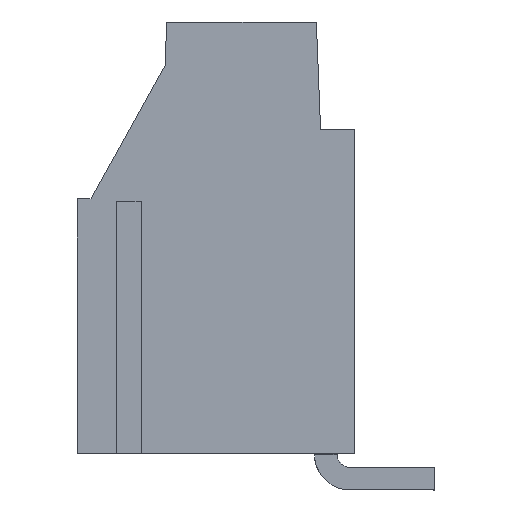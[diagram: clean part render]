
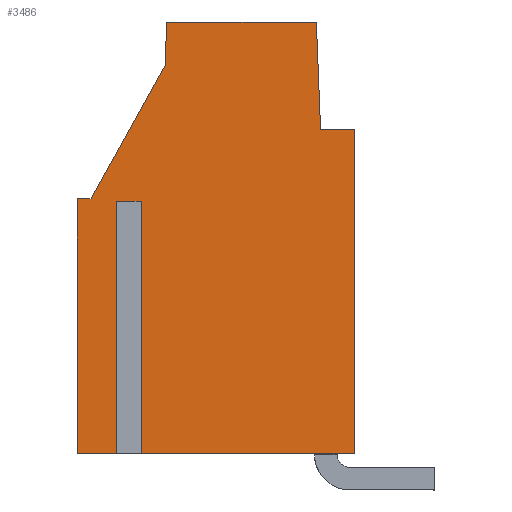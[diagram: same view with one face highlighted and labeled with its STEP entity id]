
A CAD part, left-side view. The second image highlights one B-rep face of the part: STEP entity #3486.
In plain terms, the highlighted planar face has unit normal (-1, 0, 0).
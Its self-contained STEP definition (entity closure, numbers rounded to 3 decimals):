
#3401=AXIS2_PLACEMENT_3D('Plane Axis2P3D',#3398,#3399,#3400) ;
#2966=CARTESIAN_POINT('Vertex',(0.65,3.2,14.3)) ;
#2969=CARTESIAN_POINT('Line Origine',(0.65,3.2,7.875)) ;
#2973=CARTESIAN_POINT('Vertex',(0.65,3.2,1.45)) ;
#3097=CARTESIAN_POINT('Vertex',(0.65,4.705,18.57)) ;
#3100=CARTESIAN_POINT('Line Origine',(0.65,4.622,16.435)) ;
#3104=CARTESIAN_POINT('Vertex',(0.65,4.538,14.3)) ;
#3371=CARTESIAN_POINT('Line Origine',(0.65,3.869,14.3)) ;
#3398=CARTESIAN_POINT('Axis2P3D Location',(0.65,-1.268,0.)) ;
#3403=CARTESIAN_POINT('Line Origine',(0.65,12.35,6.45)) ;
#3407=CARTESIAN_POINT('Vertex',(0.65,12.35,1.45)) ;
#3409=CARTESIAN_POINT('Vertex',(0.65,12.35,11.45)) ;
#3412=CARTESIAN_POINT('Line Origine',(0.65,12.15,11.45)) ;
#3416=CARTESIAN_POINT('Vertex',(0.65,11.95,11.45)) ;
#3419=CARTESIAN_POINT('Line Origine',(0.65,11.95,6.45)) ;
#3423=CARTESIAN_POINT('Vertex',(0.65,11.95,1.45)) ;
#3426=CARTESIAN_POINT('Line Origine',(0.65,7.575,1.45)) ;
#3431=CARTESIAN_POINT('Line Origine',(0.65,7.676,18.57)) ;
#3435=CARTESIAN_POINT('Vertex',(0.65,10.646,18.57)) ;
#3438=CARTESIAN_POINT('Line Origine',(0.65,10.676,17.71)) ;
#3442=CARTESIAN_POINT('Vertex',(0.65,10.706,16.849)) ;
#3445=CARTESIAN_POINT('Line Origine',(0.65,12.176,14.2)) ;
#3449=CARTESIAN_POINT('Vertex',(0.65,13.645,11.55)) ;
#3452=CARTESIAN_POINT('Line Origine',(0.65,13.923,11.55)) ;
#3456=CARTESIAN_POINT('Vertex',(0.65,14.2,11.55)) ;
#3459=CARTESIAN_POINT('Line Origine',(0.65,14.2,6.5)) ;
#3463=CARTESIAN_POINT('Vertex',(0.65,14.2,1.45)) ;
#3466=CARTESIAN_POINT('Line Origine',(0.65,13.275,1.45)) ;
#2970=DIRECTION('Vector Direction',(0.,0.,1.)) ;
#3101=DIRECTION('Vector Direction',(0.,-0.039,-0.999)) ;
#3372=DIRECTION('Vector Direction',(0.,1.,0.)) ;
#3399=DIRECTION('Axis2P3D Direction',(1.,0.,0.)) ;
#3400=DIRECTION('Axis2P3D XDirection',(0.,1.,0.)) ;
#3404=DIRECTION('Vector Direction',(0.,0.,1.)) ;
#3413=DIRECTION('Vector Direction',(0.,-1.,0.)) ;
#3420=DIRECTION('Vector Direction',(0.,0.,1.)) ;
#3427=DIRECTION('Vector Direction',(0.,1.,0.)) ;
#3432=DIRECTION('Vector Direction',(0.,1.,0.)) ;
#3439=DIRECTION('Vector Direction',(0.,0.035,-0.999)) ;
#3446=DIRECTION('Vector Direction',(0.,-0.485,0.875)) ;
#3453=DIRECTION('Vector Direction',(0.,-1.,0.)) ;
#3460=DIRECTION('Vector Direction',(0.,0.,-1.)) ;
#3467=DIRECTION('Vector Direction',(0.,1.,0.)) ;
#2971=VECTOR('Line Direction',#2970,1.) ;
#3102=VECTOR('Line Direction',#3101,1.) ;
#3373=VECTOR('Line Direction',#3372,1.) ;
#3405=VECTOR('Line Direction',#3404,1.) ;
#3414=VECTOR('Line Direction',#3413,1.) ;
#3421=VECTOR('Line Direction',#3420,1.) ;
#3428=VECTOR('Line Direction',#3427,1.) ;
#3433=VECTOR('Line Direction',#3432,1.) ;
#3440=VECTOR('Line Direction',#3439,1.) ;
#3447=VECTOR('Line Direction',#3446,1.) ;
#3454=VECTOR('Line Direction',#3453,1.) ;
#3461=VECTOR('Line Direction',#3460,1.) ;
#3468=VECTOR('Line Direction',#3467,1.) ;
#3472=ORIENTED_EDGE('',*,*,#3411,.T.) ;
#3473=ORIENTED_EDGE('',*,*,#3418,.T.) ;
#3474=ORIENTED_EDGE('',*,*,#3425,.F.) ;
#3475=ORIENTED_EDGE('',*,*,#3430,.F.) ;
#3476=ORIENTED_EDGE('',*,*,#2975,.F.) ;
#3477=ORIENTED_EDGE('',*,*,#3375,.F.) ;
#3478=ORIENTED_EDGE('',*,*,#3106,.F.) ;
#3479=ORIENTED_EDGE('',*,*,#3437,.F.) ;
#3480=ORIENTED_EDGE('',*,*,#3444,.F.) ;
#3481=ORIENTED_EDGE('',*,*,#3451,.F.) ;
#3482=ORIENTED_EDGE('',*,*,#3458,.F.) ;
#3483=ORIENTED_EDGE('',*,*,#3465,.F.) ;
#3484=ORIENTED_EDGE('',*,*,#3470,.F.) ;
#3486=ADVANCED_FACE('2',(#3485),#3402,.F.) ;
#2975=EDGE_CURVE('',#2967,#2974,#2972,.F.) ;
#3106=EDGE_CURVE('',#3098,#3105,#3103,.T.) ;
#3375=EDGE_CURVE('',#3105,#2967,#3374,.F.) ;
#3411=EDGE_CURVE('',#3408,#3410,#3406,.T.) ;
#3418=EDGE_CURVE('',#3410,#3417,#3415,.T.) ;
#3425=EDGE_CURVE('',#3424,#3417,#3422,.T.) ;
#3430=EDGE_CURVE('',#2974,#3424,#3429,.T.) ;
#3437=EDGE_CURVE('',#3436,#3098,#3434,.F.) ;
#3444=EDGE_CURVE('',#3443,#3436,#3441,.F.) ;
#3451=EDGE_CURVE('',#3450,#3443,#3448,.T.) ;
#3458=EDGE_CURVE('',#3457,#3450,#3455,.T.) ;
#3465=EDGE_CURVE('',#3464,#3457,#3462,.F.) ;
#3470=EDGE_CURVE('',#3408,#3464,#3469,.T.) ;
#3471=EDGE_LOOP('',(#3472,#3473,#3474,#3475,#3476,#3477,#3478,#3479,#3480,#3481,#3482,#3483,#3484)) ;
#3485=FACE_OUTER_BOUND('',#3471,.T.) ;
#2972=LINE('Line',#2969,#2971) ;
#3103=LINE('Line',#3100,#3102) ;
#3374=LINE('Line',#3371,#3373) ;
#3406=LINE('Line',#3403,#3405) ;
#3415=LINE('Line',#3412,#3414) ;
#3422=LINE('Line',#3419,#3421) ;
#3429=LINE('Line',#3426,#3428) ;
#3434=LINE('Line',#3431,#3433) ;
#3441=LINE('Line',#3438,#3440) ;
#3448=LINE('Line',#3445,#3447) ;
#3455=LINE('Line',#3452,#3454) ;
#3462=LINE('Line',#3459,#3461) ;
#3469=LINE('Line',#3466,#3468) ;
#3402=PLANE('',#3401) ;
#2967=VERTEX_POINT('',#2966) ;
#2974=VERTEX_POINT('',#2973) ;
#3098=VERTEX_POINT('',#3097) ;
#3105=VERTEX_POINT('',#3104) ;
#3408=VERTEX_POINT('',#3407) ;
#3410=VERTEX_POINT('',#3409) ;
#3417=VERTEX_POINT('',#3416) ;
#3424=VERTEX_POINT('',#3423) ;
#3436=VERTEX_POINT('',#3435) ;
#3443=VERTEX_POINT('',#3442) ;
#3450=VERTEX_POINT('',#3449) ;
#3457=VERTEX_POINT('',#3456) ;
#3464=VERTEX_POINT('',#3463) ;
